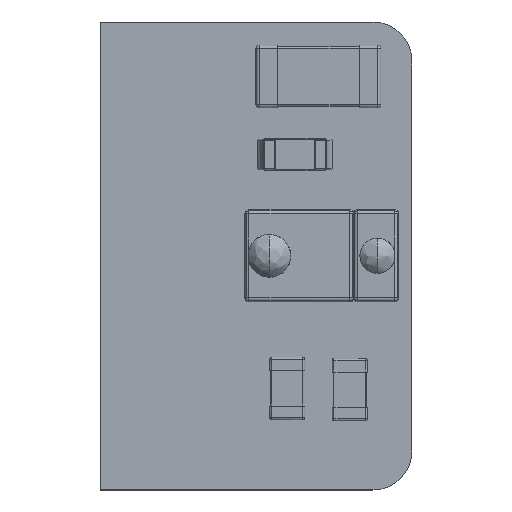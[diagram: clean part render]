
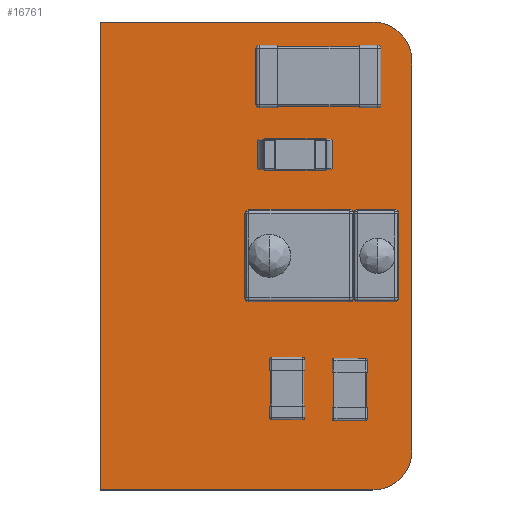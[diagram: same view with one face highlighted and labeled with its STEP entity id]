
A CAD part, top view. The second image highlights one B-rep face of the part: STEP entity #16761.
In plain terms, the highlighted planar face has unit normal (0, 0, 1).
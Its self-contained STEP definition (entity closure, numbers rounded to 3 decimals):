
#16273 = VERTEX_POINT('',#16274);
#16274 = CARTESIAN_POINT('',(0.,12.,1.6));
#16281 = PLANE('',#16282);
#16282 = AXIS2_PLACEMENT_3D('',#16283,#16284,#16285);
#16283 = CARTESIAN_POINT('',(0.,12.,0.));
#16284 = DIRECTION('',(0.,1.,0.));
#16285 = DIRECTION('',(1.,0.,0.));
#16293 = PLANE('',#16294);
#16294 = AXIS2_PLACEMENT_3D('',#16295,#16296,#16297);
#16295 = CARTESIAN_POINT('',(0.,0.,0.));
#16296 = DIRECTION('',(-1.,0.,0.));
#16297 = DIRECTION('',(0.,1.,0.));
#16305 = EDGE_CURVE('',#16273,#16306,#16308,.T.);
#16306 = VERTEX_POINT('',#16307);
#16307 = CARTESIAN_POINT('',(7.,12.,1.6));
#16308 = SURFACE_CURVE('',#16309,(#16313,#16320),.PCURVE_S1.);
#16309 = LINE('',#16310,#16311);
#16310 = CARTESIAN_POINT('',(0.,12.,1.6));
#16311 = VECTOR('',#16312,1.);
#16312 = DIRECTION('',(1.,0.,0.));
#16313 = PCURVE('',#16281,#16314);
#16314 = DEFINITIONAL_REPRESENTATION('',(#16315),#16319);
#16315 = LINE('',#16316,#16317);
#16316 = CARTESIAN_POINT('',(0.,-1.6));
#16317 = VECTOR('',#16318,1.);
#16318 = DIRECTION('',(1.,0.));
#16319 = ( GEOMETRIC_REPRESENTATION_CONTEXT(2) 
PARAMETRIC_REPRESENTATION_CONTEXT() REPRESENTATION_CONTEXT('2D SPACE',''
  ) );
#16320 = PCURVE('',#16321,#16326);
#16321 = PLANE('',#16322);
#16322 = AXIS2_PLACEMENT_3D('',#16323,#16324,#16325);
#16323 = CARTESIAN_POINT('',(3.904,6.,1.6));
#16324 = DIRECTION('',(-0.,-0.,-1.));
#16325 = DIRECTION('',(-1.,0.,0.));
#16326 = DEFINITIONAL_REPRESENTATION('',(#16327),#16331);
#16327 = LINE('',#16328,#16329);
#16328 = CARTESIAN_POINT('',(3.904,6.));
#16329 = VECTOR('',#16330,1.);
#16330 = DIRECTION('',(-1.,0.));
#16331 = ( GEOMETRIC_REPRESENTATION_CONTEXT(2) 
PARAMETRIC_REPRESENTATION_CONTEXT() REPRESENTATION_CONTEXT('2D SPACE',''
  ) );
#16349 = CYLINDRICAL_SURFACE('',#16350,1.);
#16350 = AXIS2_PLACEMENT_3D('',#16351,#16352,#16353);
#16351 = CARTESIAN_POINT('',(7.,11.,0.));
#16352 = DIRECTION('',(-0.,-0.,-1.));
#16353 = DIRECTION('',(1.,0.,-0.));
#16393 = VERTEX_POINT('',#16394);
#16394 = CARTESIAN_POINT('',(8.,11.,1.6));
#16408 = PLANE('',#16409);
#16409 = AXIS2_PLACEMENT_3D('',#16410,#16411,#16412);
#16410 = CARTESIAN_POINT('',(8.,11.,0.));
#16411 = DIRECTION('',(1.,0.,-0.));
#16412 = DIRECTION('',(0.,-1.,0.));
#16420 = EDGE_CURVE('',#16393,#16306,#16421,.T.);
#16421 = SURFACE_CURVE('',#16422,(#16427,#16434),.PCURVE_S1.);
#16422 = CIRCLE('',#16423,1.);
#16423 = AXIS2_PLACEMENT_3D('',#16424,#16425,#16426);
#16424 = CARTESIAN_POINT('',(7.,11.,1.6));
#16425 = DIRECTION('',(0.,0.,1.));
#16426 = DIRECTION('',(1.,0.,-0.));
#16427 = PCURVE('',#16349,#16428);
#16428 = DEFINITIONAL_REPRESENTATION('',(#16429),#16433);
#16429 = LINE('',#16430,#16431);
#16430 = CARTESIAN_POINT('',(-0.,-1.6));
#16431 = VECTOR('',#16432,1.);
#16432 = DIRECTION('',(-1.,0.));
#16433 = ( GEOMETRIC_REPRESENTATION_CONTEXT(2) 
PARAMETRIC_REPRESENTATION_CONTEXT() REPRESENTATION_CONTEXT('2D SPACE',''
  ) );
#16434 = PCURVE('',#16321,#16435);
#16435 = DEFINITIONAL_REPRESENTATION('',(#16436),#16444);
#16436 = ( BOUNDED_CURVE() B_SPLINE_CURVE(2,(#16437,#16438,#16439,#16440
    ,#16441,#16442,#16443),.UNSPECIFIED.,.T.,.F.) 
B_SPLINE_CURVE_WITH_KNOTS((1,2,2,2,2,1),(-2.094,0.,
    2.094,4.189,6.283,8.378),
.UNSPECIFIED.) CURVE() GEOMETRIC_REPRESENTATION_ITEM() 
RATIONAL_B_SPLINE_CURVE((1.,0.5,1.,0.5,1.,0.5,1.)) REPRESENTATION_ITEM(
  '') );
#16437 = CARTESIAN_POINT('',(-4.096,5.));
#16438 = CARTESIAN_POINT('',(-4.096,6.732));
#16439 = CARTESIAN_POINT('',(-2.596,5.866));
#16440 = CARTESIAN_POINT('',(-1.096,5.));
#16441 = CARTESIAN_POINT('',(-2.596,4.134));
#16442 = CARTESIAN_POINT('',(-4.096,3.268));
#16443 = CARTESIAN_POINT('',(-4.096,5.));
#16444 = ( GEOMETRIC_REPRESENTATION_CONTEXT(2) 
PARAMETRIC_REPRESENTATION_CONTEXT() REPRESENTATION_CONTEXT('2D SPACE',''
  ) );
#16477 = EDGE_CURVE('',#16393,#16478,#16480,.T.);
#16478 = VERTEX_POINT('',#16479);
#16479 = CARTESIAN_POINT('',(8.,1.,1.6));
#16480 = SURFACE_CURVE('',#16481,(#16485,#16492),.PCURVE_S1.);
#16481 = LINE('',#16482,#16483);
#16482 = CARTESIAN_POINT('',(8.,11.,1.6));
#16483 = VECTOR('',#16484,1.);
#16484 = DIRECTION('',(0.,-1.,0.));
#16485 = PCURVE('',#16408,#16486);
#16486 = DEFINITIONAL_REPRESENTATION('',(#16487),#16491);
#16487 = LINE('',#16488,#16489);
#16488 = CARTESIAN_POINT('',(0.,-1.6));
#16489 = VECTOR('',#16490,1.);
#16490 = DIRECTION('',(1.,0.));
#16491 = ( GEOMETRIC_REPRESENTATION_CONTEXT(2) 
PARAMETRIC_REPRESENTATION_CONTEXT() REPRESENTATION_CONTEXT('2D SPACE',''
  ) );
#16492 = PCURVE('',#16321,#16493);
#16493 = DEFINITIONAL_REPRESENTATION('',(#16494),#16498);
#16494 = LINE('',#16495,#16496);
#16495 = CARTESIAN_POINT('',(-4.096,5.));
#16496 = VECTOR('',#16497,1.);
#16497 = DIRECTION('',(0.,-1.));
#16498 = ( GEOMETRIC_REPRESENTATION_CONTEXT(2) 
PARAMETRIC_REPRESENTATION_CONTEXT() REPRESENTATION_CONTEXT('2D SPACE',''
  ) );
#16516 = CYLINDRICAL_SURFACE('',#16517,1.);
#16517 = AXIS2_PLACEMENT_3D('',#16518,#16519,#16520);
#16518 = CARTESIAN_POINT('',(7.,1.,0.));
#16519 = DIRECTION('',(-0.,-0.,-1.));
#16520 = DIRECTION('',(1.,0.,-0.));
#16555 = VERTEX_POINT('',#16556);
#16556 = CARTESIAN_POINT('',(7.,0.,1.6));
#16570 = PLANE('',#16571);
#16571 = AXIS2_PLACEMENT_3D('',#16572,#16573,#16574);
#16572 = CARTESIAN_POINT('',(7.,0.,0.));
#16573 = DIRECTION('',(0.,-1.,0.));
#16574 = DIRECTION('',(-1.,0.,0.));
#16582 = EDGE_CURVE('',#16555,#16478,#16583,.T.);
#16583 = SURFACE_CURVE('',#16584,(#16589,#16596),.PCURVE_S1.);
#16584 = CIRCLE('',#16585,1.);
#16585 = AXIS2_PLACEMENT_3D('',#16586,#16587,#16588);
#16586 = CARTESIAN_POINT('',(7.,1.,1.6));
#16587 = DIRECTION('',(0.,0.,1.));
#16588 = DIRECTION('',(1.,0.,-0.));
#16589 = PCURVE('',#16516,#16590);
#16590 = DEFINITIONAL_REPRESENTATION('',(#16591),#16595);
#16591 = LINE('',#16592,#16593);
#16592 = CARTESIAN_POINT('',(-0.,-1.6));
#16593 = VECTOR('',#16594,1.);
#16594 = DIRECTION('',(-1.,0.));
#16595 = ( GEOMETRIC_REPRESENTATION_CONTEXT(2) 
PARAMETRIC_REPRESENTATION_CONTEXT() REPRESENTATION_CONTEXT('2D SPACE',''
  ) );
#16596 = PCURVE('',#16321,#16597);
#16597 = DEFINITIONAL_REPRESENTATION('',(#16598),#16606);
#16598 = ( BOUNDED_CURVE() B_SPLINE_CURVE(2,(#16599,#16600,#16601,#16602
    ,#16603,#16604,#16605),.UNSPECIFIED.,.T.,.F.) 
B_SPLINE_CURVE_WITH_KNOTS((1,2,2,2,2,1),(-2.094,0.,
    2.094,4.189,6.283,8.378),
.UNSPECIFIED.) CURVE() GEOMETRIC_REPRESENTATION_ITEM() 
RATIONAL_B_SPLINE_CURVE((1.,0.5,1.,0.5,1.,0.5,1.)) REPRESENTATION_ITEM(
  '') );
#16599 = CARTESIAN_POINT('',(-4.096,-5.));
#16600 = CARTESIAN_POINT('',(-4.096,-3.268));
#16601 = CARTESIAN_POINT('',(-2.596,-4.134));
#16602 = CARTESIAN_POINT('',(-1.096,-5.));
#16603 = CARTESIAN_POINT('',(-2.596,-5.866));
#16604 = CARTESIAN_POINT('',(-4.096,-6.732));
#16605 = CARTESIAN_POINT('',(-4.096,-5.));
#16606 = ( GEOMETRIC_REPRESENTATION_CONTEXT(2) 
PARAMETRIC_REPRESENTATION_CONTEXT() REPRESENTATION_CONTEXT('2D SPACE',''
  ) );
#16639 = EDGE_CURVE('',#16555,#16640,#16642,.T.);
#16640 = VERTEX_POINT('',#16641);
#16641 = CARTESIAN_POINT('',(0.,0.,1.6));
#16642 = SURFACE_CURVE('',#16643,(#16647,#16654),.PCURVE_S1.);
#16643 = LINE('',#16644,#16645);
#16644 = CARTESIAN_POINT('',(7.,0.,1.6));
#16645 = VECTOR('',#16646,1.);
#16646 = DIRECTION('',(-1.,-0.,0.));
#16647 = PCURVE('',#16570,#16648);
#16648 = DEFINITIONAL_REPRESENTATION('',(#16649),#16653);
#16649 = LINE('',#16650,#16651);
#16650 = CARTESIAN_POINT('',(0.,-1.6));
#16651 = VECTOR('',#16652,1.);
#16652 = DIRECTION('',(1.,0.));
#16653 = ( GEOMETRIC_REPRESENTATION_CONTEXT(2) 
PARAMETRIC_REPRESENTATION_CONTEXT() REPRESENTATION_CONTEXT('2D SPACE',''
  ) );
#16654 = PCURVE('',#16321,#16655);
#16655 = DEFINITIONAL_REPRESENTATION('',(#16656),#16660);
#16656 = LINE('',#16657,#16658);
#16657 = CARTESIAN_POINT('',(-3.096,-6.));
#16658 = VECTOR('',#16659,1.);
#16659 = DIRECTION('',(1.,0.));
#16660 = ( GEOMETRIC_REPRESENTATION_CONTEXT(2) 
PARAMETRIC_REPRESENTATION_CONTEXT() REPRESENTATION_CONTEXT('2D SPACE',''
  ) );
#16710 = EDGE_CURVE('',#16640,#16273,#16711,.T.);
#16711 = SURFACE_CURVE('',#16712,(#16716,#16723),.PCURVE_S1.);
#16712 = LINE('',#16713,#16714);
#16713 = CARTESIAN_POINT('',(0.,0.,1.6));
#16714 = VECTOR('',#16715,1.);
#16715 = DIRECTION('',(0.,1.,0.));
#16716 = PCURVE('',#16293,#16717);
#16717 = DEFINITIONAL_REPRESENTATION('',(#16718),#16722);
#16718 = LINE('',#16719,#16720);
#16719 = CARTESIAN_POINT('',(0.,-1.6));
#16720 = VECTOR('',#16721,1.);
#16721 = DIRECTION('',(1.,0.));
#16722 = ( GEOMETRIC_REPRESENTATION_CONTEXT(2) 
PARAMETRIC_REPRESENTATION_CONTEXT() REPRESENTATION_CONTEXT('2D SPACE',''
  ) );
#16723 = PCURVE('',#16321,#16724);
#16724 = DEFINITIONAL_REPRESENTATION('',(#16725),#16729);
#16725 = LINE('',#16726,#16727);
#16726 = CARTESIAN_POINT('',(3.904,-6.));
#16727 = VECTOR('',#16728,1.);
#16728 = DIRECTION('',(0.,1.));
#16729 = ( GEOMETRIC_REPRESENTATION_CONTEXT(2) 
PARAMETRIC_REPRESENTATION_CONTEXT() REPRESENTATION_CONTEXT('2D SPACE',''
  ) );
#16761 = ADVANCED_FACE('',(#16762),#16321,.F.);
#16762 = FACE_BOUND('',#16763,.F.);
#16763 = EDGE_LOOP('',(#16764,#16765,#16766,#16767,#16768,#16769));
#16764 = ORIENTED_EDGE('',*,*,#16305,.T.);
#16765 = ORIENTED_EDGE('',*,*,#16420,.F.);
#16766 = ORIENTED_EDGE('',*,*,#16477,.T.);
#16767 = ORIENTED_EDGE('',*,*,#16582,.F.);
#16768 = ORIENTED_EDGE('',*,*,#16639,.T.);
#16769 = ORIENTED_EDGE('',*,*,#16710,.T.);
